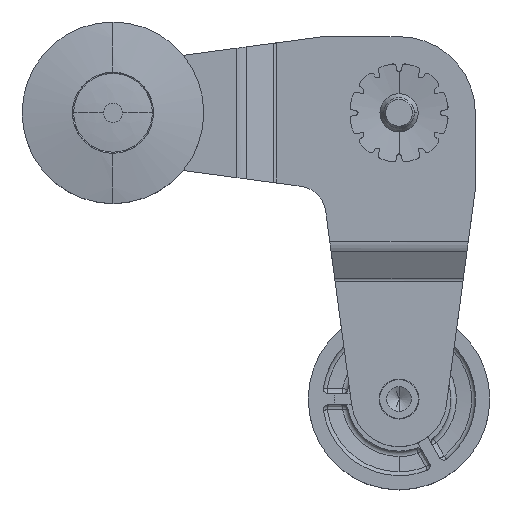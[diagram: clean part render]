
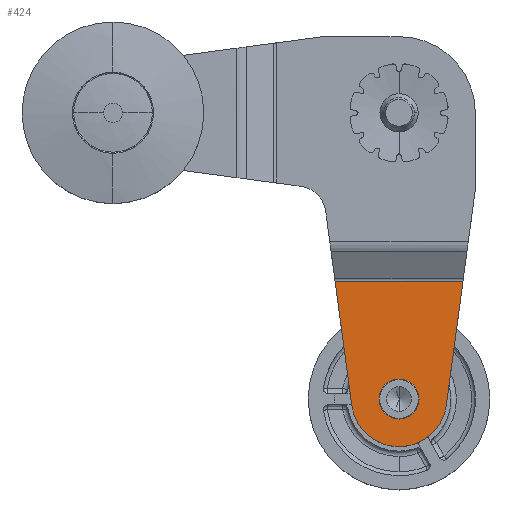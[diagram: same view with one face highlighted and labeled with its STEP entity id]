
A CAD part, top view. The second image highlights one B-rep face of the part: STEP entity #424.
In plain terms, the highlighted planar face has unit normal (0, 0, 1).
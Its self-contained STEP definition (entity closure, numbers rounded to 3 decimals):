
#424=ADVANCED_FACE('',(#1371,#1372),#1373,.T.);
#1371=FACE_OUTER_BOUND('',#2724,.T.);
#1372=FACE_BOUND('',#2725,.T.);
#1373=PLANE('',#2726);
#2724=EDGE_LOOP('',(#6609,#6610,#6611,#6612));
#2725=EDGE_LOOP('',(#6613,#6614));
#2726=AXIS2_PLACEMENT_3D('',#6615,#6616,#6617);
#6609=ORIENTED_EDGE('',*,*,#9682,.T.);
#6610=ORIENTED_EDGE('',*,*,#9699,.F.);
#6611=ORIENTED_EDGE('',*,*,#9700,.F.);
#6612=ORIENTED_EDGE('',*,*,#9701,.F.);
#6613=ORIENTED_EDGE('',*,*,#9702,.T.);
#6614=ORIENTED_EDGE('',*,*,#9698,.T.);
#6615=CARTESIAN_POINT('',(-8.0,-17.5,-2.0));
#6616=DIRECTION('',(0.0,0.0,1.0));
#6617=DIRECTION('',(1.0,0.0,0.0));
#9682=EDGE_CURVE('',#11915,#11913,#11916,.T.);
#9698=EDGE_CURVE('',#11937,#11939,#11941,.T.);
#9699=EDGE_CURVE('',#11942,#11913,#11943,.T.);
#9700=EDGE_CURVE('',#11944,#11942,#11945,.T.);
#9701=EDGE_CURVE('',#11915,#11944,#11946,.T.);
#9702=EDGE_CURVE('',#11939,#11937,#11947,.T.);
#11913=VERTEX_POINT('',#15578);
#11915=VERTEX_POINT('',#15581);
#11916=LINE('',#15582,#15583);
#11937=VERTEX_POINT('',#15620);
#11939=VERTEX_POINT('',#15623);
#11941=CIRCLE('',#15626,2.1);
#11942=VERTEX_POINT('',#15627);
#11943=CIRCLE('',#15628,5.0);
#11944=VERTEX_POINT('',#15629);
#11945=LINE('',#15630,#15631);
#11946=LINE('',#15632,#15633);
#11947=CIRCLE('',#15634,2.1);
#15578=CARTESIAN_POINT('',(-4.955,-30.666,-2.0));
#15581=CARTESIAN_POINT('',(-6.706,-17.634,-2.0));
#15582=CARTESIAN_POINT('',(-6.706,-17.634,-2.0));
#15583=VECTOR('',#18453,13.149);
#15620=CARTESIAN_POINT('',(2.1,-30.0,-2.0));
#15623=CARTESIAN_POINT('',(-2.1,-30.0,-2.0));
#15626=AXIS2_PLACEMENT_3D('',#18472,#18473,#18474);
#15627=CARTESIAN_POINT('',(4.955,-30.666,-2.0));
#15628=AXIS2_PLACEMENT_3D('',#18475,#18476,#18477);
#15629=CARTESIAN_POINT('',(6.706,-17.634,-2.0));
#15630=CARTESIAN_POINT('',(6.706,-17.634,-2.0));
#15631=VECTOR('',#18478,13.149);
#15632=CARTESIAN_POINT('',(-6.706,-17.634,-2.0));
#15633=VECTOR('',#18479,13.412);
#15634=AXIS2_PLACEMENT_3D('',#18480,#18481,#18482);
#18453=DIRECTION('',(0.133,-0.991,0.0));
#18472=CARTESIAN_POINT('',(0.0,-30.0,-2.0));
#18473=DIRECTION('',(0.0,0.0,-1.0));
#18474=DIRECTION('',(1.0,0.0,0.0));
#18475=CARTESIAN_POINT('',(0.0,-30.0,-2.0));
#18476=DIRECTION('',(0.0,0.0,-1.0));
#18477=DIRECTION('',(0.991,-0.133,0.0));
#18478=DIRECTION('',(-0.133,-0.991,0.0));
#18479=DIRECTION('',(1.0,0.0,0.0));
#18480=CARTESIAN_POINT('',(0.0,-30.0,-2.0));
#18481=DIRECTION('',(0.0,0.0,-1.0));
#18482=DIRECTION('',(-1.0,0.0,0.0));
